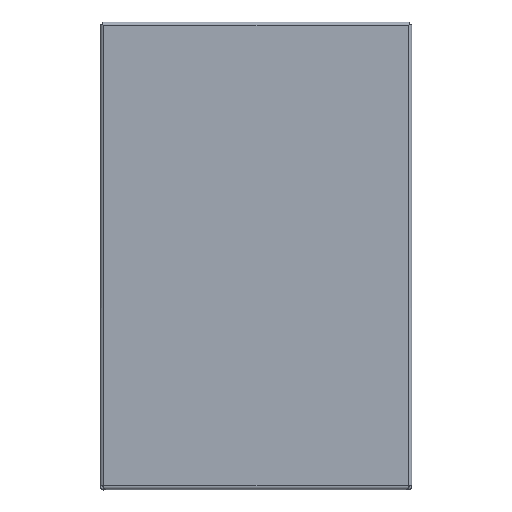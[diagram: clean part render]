
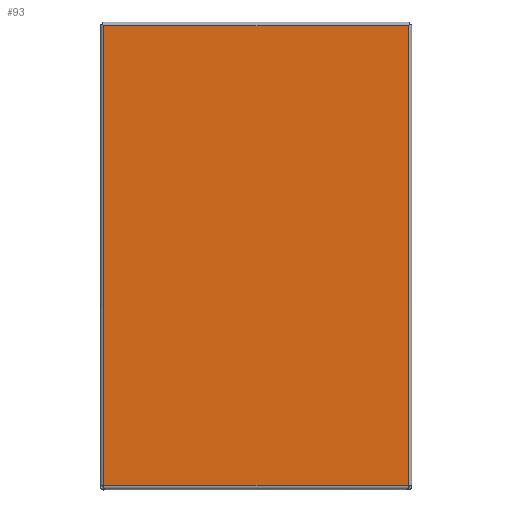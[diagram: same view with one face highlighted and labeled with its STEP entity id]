
A CAD part, top view. The second image highlights one B-rep face of the part: STEP entity #93.
In plain terms, the highlighted planar face has unit normal (0, 0, 1).
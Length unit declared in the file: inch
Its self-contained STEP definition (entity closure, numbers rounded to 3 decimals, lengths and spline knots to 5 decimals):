
#32 = CARTESIAN_POINT ( 'NONE',  ( 11.857, 0.048, 8. ) ) ;
#34 = CARTESIAN_POINT ( 'NONE',  ( 0.143, 0., 8. ) ) ;
#60 = EDGE_CURVE ( 'NONE', #1949, #2292, #2479, .T. ) ;
#62 = EDGE_LOOP ( 'NONE', ( #910, #621, #2025, #1144 ) ) ;
#93 = ADVANCED_FACE ( 'NONE', ( #2491 ), #131, .T. ) ;
#131 = PLANE ( 'NONE',  #1648 ) ;
#151 = DIRECTION ( 'NONE',  ( 0., 0., 1. ) ) ;
#244 = VERTEX_POINT ( 'NONE', #2404 ) ;
#309 = LINE ( 'NONE', #1909, #488 ) ;
#334 = VECTOR ( 'NONE', #2506, 39.37008 ) ;
#433 = CARTESIAN_POINT ( 'NONE',  ( 0.143, 0.048, 8. ) ) ;
#488 = VECTOR ( 'NONE', #920, 39.37008 ) ;
#523 = CARTESIAN_POINT ( 'NONE',  ( 0., 0., 8. ) ) ;
#621 = ORIENTED_EDGE ( 'NONE', *, *, #2526, .T. ) ;
#738 = DIRECTION ( 'NONE',  ( 1., 0., 0. ) ) ;
#910 = ORIENTED_EDGE ( 'NONE', *, *, #1252, .T. ) ;
#920 = DIRECTION ( 'NONE',  ( -1., 0., 0. ) ) ;
#1061 = VECTOR ( 'NONE', #1395, 39.37008 ) ;
#1082 = CARTESIAN_POINT ( 'NONE',  ( 11.857, 0., 8. ) ) ;
#1144 = ORIENTED_EDGE ( 'NONE', *, *, #60, .T. ) ;
#1196 = LINE ( 'NONE', #34, #1061 ) ;
#1252 = EDGE_CURVE ( 'NONE', #2292, #1961, #2081, .T. ) ;
#1323 = CARTESIAN_POINT ( 'NONE',  ( 0., 0.048, 8. ) ) ;
#1382 = CARTESIAN_POINT ( 'NONE',  ( 11.857, 17.762, 8. ) ) ;
#1395 = DIRECTION ( 'NONE',  ( 0., -1., 0. ) ) ;
#1644 = EDGE_CURVE ( 'NONE', #244, #1949, #1196, .T. ) ;
#1648 = AXIS2_PLACEMENT_3D ( 'NONE', #523, #151, #738 ) ;
#1870 = DIRECTION ( 'NONE',  ( 0., 1., 0. ) ) ;
#1909 = CARTESIAN_POINT ( 'NONE',  ( 0., 17.762, 8. ) ) ;
#1949 = VERTEX_POINT ( 'NONE', #433 ) ;
#1961 = VERTEX_POINT ( 'NONE', #1382 ) ;
#2025 = ORIENTED_EDGE ( 'NONE', *, *, #1644, .T. ) ;
#2053 = VECTOR ( 'NONE', #1870, 39.37008 ) ;
#2081 = LINE ( 'NONE', #1082, #2053 ) ;
#2292 = VERTEX_POINT ( 'NONE', #32 ) ;
#2404 = CARTESIAN_POINT ( 'NONE',  ( 0.143, 17.762, 8. ) ) ;
#2479 = LINE ( 'NONE', #1323, #334 ) ;
#2491 = FACE_OUTER_BOUND ( 'NONE', #62, .T. ) ;
#2506 = DIRECTION ( 'NONE',  ( 1., 0., 0. ) ) ;
#2526 = EDGE_CURVE ( 'NONE', #1961, #244, #309, .T. ) ;
